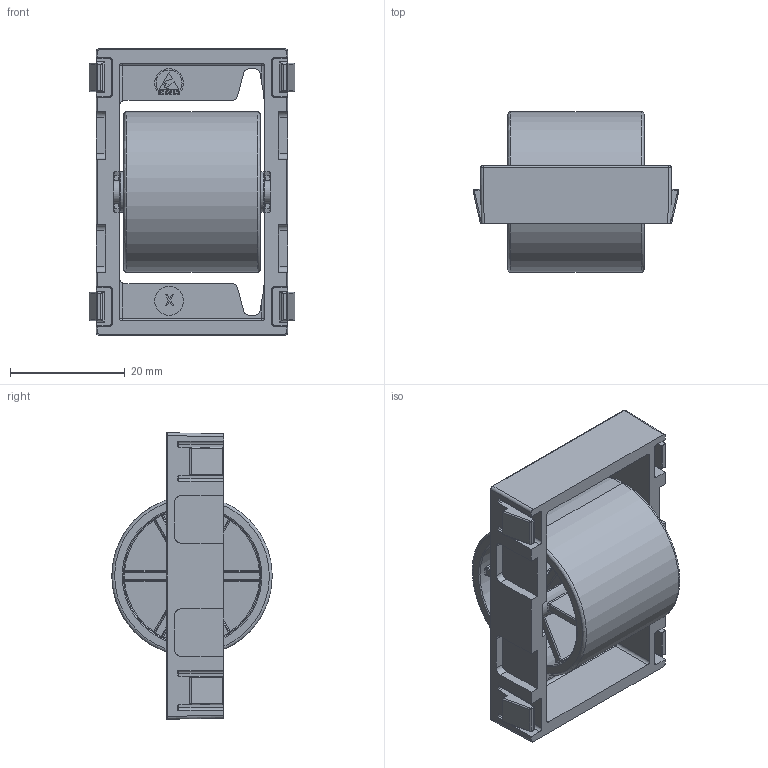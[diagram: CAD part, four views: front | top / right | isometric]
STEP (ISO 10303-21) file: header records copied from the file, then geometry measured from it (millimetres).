
FILE_DESCRIPTION (( 'STEP AP203' ), '1' );
FILE_NAME ('801155_c_1.STEP', '2023-03-16T05:33:17', ( '' ), ( '' ), 'SwSTEP 2.0', 'SolidWorks 2014', '' );
FILE_SCHEMA (( 'CONFIG_CONTROL_DESIGN' ));
Length unit declared in the file: millimetre
Products named in the file (1): 801155_c_1
Bounding box: 35.9 x 28 x 49.99 mm (x, y, z)
Volume: 11300.9 mm3; surface area: 13229.6 mm2
Topology: 3 solids, 3 shells, 946 faces, 2379 edges, 1387 vertices
Faces by surface type: plane 360, cylinder 300, bspline 282, cone 4
Entity records: 32581 total; most frequent: CARTESIAN_POINT 11837, ORIENTED_EDGE 4618, DIRECTION 3944, EDGE_CURVE 2309, VERTEX_POINT 1387, AXIS2_PLACEMENT_3D 1328, VECTOR 1288, LINE 1288
